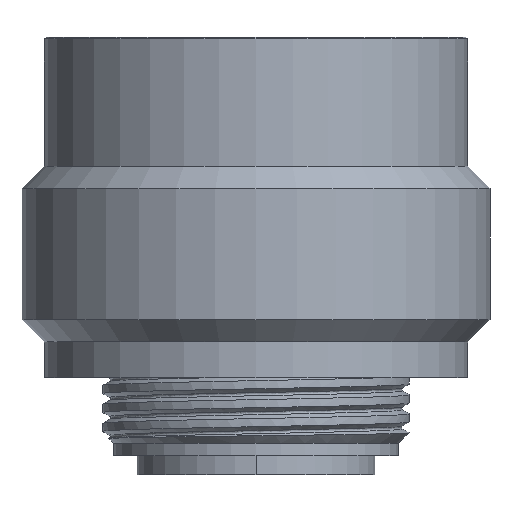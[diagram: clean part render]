
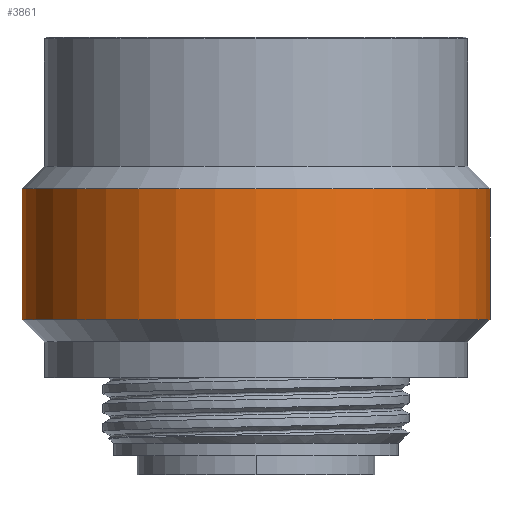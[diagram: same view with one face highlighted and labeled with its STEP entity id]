
A CAD part, front view. The second image highlights one B-rep face of the part: STEP entity #3861.
In plain terms, the highlighted cylindrical face has radius 13.05 mm (diameter 26.1 mm), a partial arc.
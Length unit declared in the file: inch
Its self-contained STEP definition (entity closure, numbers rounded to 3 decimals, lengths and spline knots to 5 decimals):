
#468=DIRECTION('',(0.,0.,-1.));
#469=VECTOR('',#468,0.2874);
#470=CARTESIAN_POINT('',(0.51378,0.,0.06299));
#471=LINE('',#470,#469);
#472=DIRECTION('',(0.,0.,-1.));
#473=VECTOR('',#472,0.2874);
#474=CARTESIAN_POINT('',(-0.51378,0.,0.06299));
#475=LINE('',#474,#473);
#476=CARTESIAN_POINT('',(0.,0.,0.06299));
#477=DIRECTION('',(0.,0.,-1.));
#478=DIRECTION('',(1.,0.,0.));
#479=AXIS2_PLACEMENT_3D('',#476,#477,#478);
#499=CARTESIAN_POINT('',(0.,0.,-0.22441));
#500=DIRECTION('',(0.,0.,-1.));
#501=DIRECTION('',(1.,0.,0.));
#502=AXIS2_PLACEMENT_3D('',#499,#500,#501);
#2965=CARTESIAN_POINT('',(0.51378,0.,0.06299));
#2967=VERTEX_POINT('',#2965);
#2968=CARTESIAN_POINT('',(0.51378,0.,-0.22441));
#2969=VERTEX_POINT('',#2968);
#2971=CARTESIAN_POINT('',(-0.51378,0.,0.06299));
#2973=VERTEX_POINT('',#2971);
#2974=CARTESIAN_POINT('',(-0.51378,0.,-0.22441));
#2975=VERTEX_POINT('',#2974);
#3847=CARTESIAN_POINT('',(0.,0.,-0.39327));
#3848=DIRECTION('',(0.,0.,1.));
#3849=DIRECTION('',(-1.,0.,0.));
#3850=AXIS2_PLACEMENT_3D('',#3847,#3848,#3849);
#3851=CYLINDRICAL_SURFACE('',#3850,0.51378);
#3853=ORIENTED_EDGE('',*,*,#3852,.T.);
#3855=ORIENTED_EDGE('',*,*,#3854,.T.);
#3857=ORIENTED_EDGE('',*,*,#3856,.F.);
#3858=ORIENTED_EDGE('',*,*,#3840,.F.);
#3859=EDGE_LOOP('',(#3853,#3855,#3857,#3858));
#3860=FACE_OUTER_BOUND('',#3859,.F.);
#3861=ADVANCED_FACE('',(#3860),#3851,.T.);
#480=CIRCLE('',#479,0.51378);
#503=CIRCLE('',#502,0.51378);
#3840=EDGE_CURVE('',#2967,#2973,#480,.T.);
#3852=EDGE_CURVE('',#2967,#2969,#471,.T.);
#3854=EDGE_CURVE('',#2969,#2975,#503,.T.);
#3856=EDGE_CURVE('',#2973,#2975,#475,.T.);
